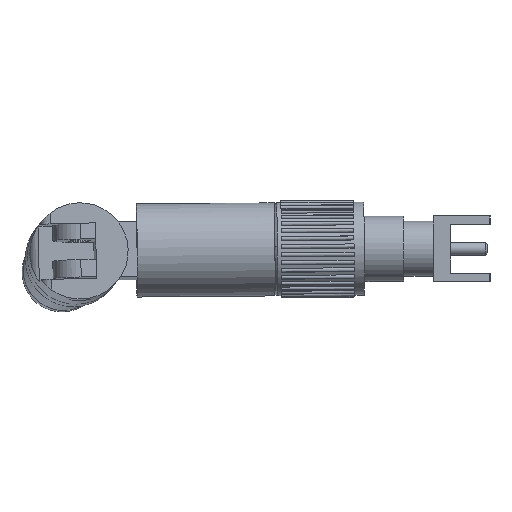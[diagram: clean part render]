
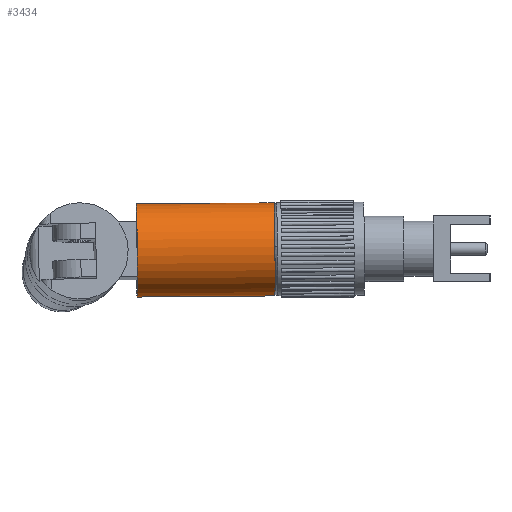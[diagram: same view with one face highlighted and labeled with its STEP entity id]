
A CAD part, left-side view. The second image highlights one B-rep face of the part: STEP entity #3434.
In plain terms, the highlighted cylindrical face has radius 4.5 mm (diameter 9 mm), a full revolution.
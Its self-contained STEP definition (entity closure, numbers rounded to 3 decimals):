
#341=FACE_OUTER_BOUND('',#590,.T.);
#590=EDGE_LOOP('',(#2625,#2626,#2627,#2628));
#897=LINE('',#5748,#1108);
#1108=VECTOR('',#4430,4.5);
#1263=CIRCLE('',#3730,4.5);
#1264=CIRCLE('',#3731,4.5);
#1586=VERTEX_POINT('',#5745);
#1587=VERTEX_POINT('',#5747);
#1967=EDGE_CURVE('',#1586,#1586,#1263,.T.);
#1968=EDGE_CURVE('',#1586,#1587,#897,.T.);
#1969=EDGE_CURVE('',#1587,#1587,#1264,.T.);
#2625=ORIENTED_EDGE('',*,*,#1967,.T.);
#2626=ORIENTED_EDGE('',*,*,#1968,.T.);
#2627=ORIENTED_EDGE('',*,*,#1969,.T.);
#2628=ORIENTED_EDGE('',*,*,#1968,.F.);
#3310=CYLINDRICAL_SURFACE('',#3729,4.5);
#3434=ADVANCED_FACE('',(#341),#3310,.T.);
#3729=AXIS2_PLACEMENT_3D('',#5744,#4426,#4427);
#3730=AXIS2_PLACEMENT_3D('',#5746,#4428,#4429);
#3731=AXIS2_PLACEMENT_3D('',#5749,#4431,#4432);
#4426=DIRECTION('center_axis',(-0.011,1.,-0.008));
#4427=DIRECTION('ref_axis',(-0.059,-0.009,-0.998));
#4428=DIRECTION('center_axis',(-0.011,1.,-0.008));
#4429=DIRECTION('ref_axis',(-0.059,-0.009,-0.998));
#4430=DIRECTION('',(-0.011,1.,-0.008));
#4431=DIRECTION('center_axis',(0.011,-1.,0.008));
#4432=DIRECTION('ref_axis',(-0.059,-0.009,-0.998));
#5744=CARTESIAN_POINT('Origin',(-0.523,28.504,-0.167));
#5745=CARTESIAN_POINT('',(-0.112,15.244,4.433));
#5746=CARTESIAN_POINT('Origin',(-0.379,15.205,-0.059));
#5747=CARTESIAN_POINT('',(-0.256,28.543,4.325));
#5748=CARTESIAN_POINT('',(-0.256,28.543,4.325));
#5749=CARTESIAN_POINT('Origin',(-0.523,28.504,-0.167));
